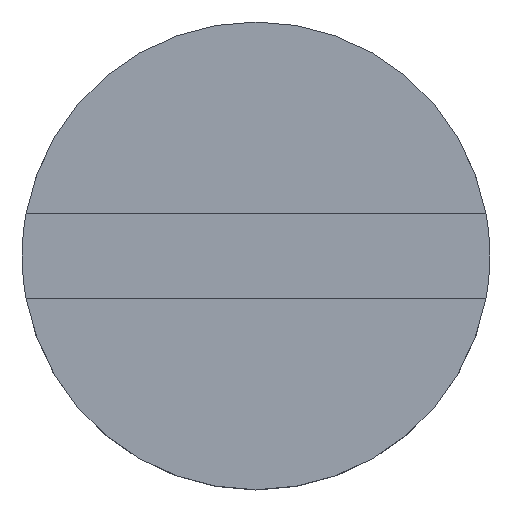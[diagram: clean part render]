
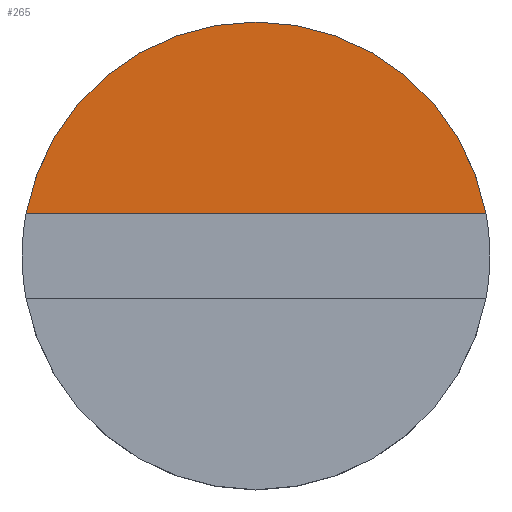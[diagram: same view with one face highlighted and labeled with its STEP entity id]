
A CAD part, top view. The second image highlights one B-rep face of the part: STEP entity #265.
In plain terms, the highlighted planar face has unit normal (0, 0, 1).
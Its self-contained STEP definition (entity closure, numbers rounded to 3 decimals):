
#167=AXIS2_PLACEMENT_3D('Circle Axis2P3D',#165,#166,$) ;
#254=AXIS2_PLACEMENT_3D('Plane Axis2P3D',#251,#252,#253) ;
#162=CARTESIAN_POINT('Vertex',(0.046,3.25,24.)) ;
#165=CARTESIAN_POINT('Axis2P3D Location',(2.75,2.75,24.)) ;
#169=CARTESIAN_POINT('Vertex',(5.454,3.25,24.)) ;
#251=CARTESIAN_POINT('Axis2P3D Location',(0.,0.,24.)) ;
#256=CARTESIAN_POINT('Line Origine',(2.75,3.25,24.)) ;
#166=DIRECTION('Axis2P3D Direction',(0.,0.,1.)) ;
#252=DIRECTION('Axis2P3D Direction',(0.,0.,1.)) ;
#253=DIRECTION('Axis2P3D XDirection',(1.,0.,0.)) ;
#257=DIRECTION('Vector Direction',(1.,0.,0.)) ;
#258=VECTOR('Line Direction',#257,1.) ;
#262=ORIENTED_EDGE('',*,*,#171,.T.) ;
#263=ORIENTED_EDGE('',*,*,#260,.F.) ;
#265=ADVANCED_FACE('V1',(#264),#255,.T.) ;
#168=CIRCLE('generated circle',#167,2.75) ;
#171=EDGE_CURVE('',#170,#163,#168,.T.) ;
#260=EDGE_CURVE('',#170,#163,#259,.F.) ;
#261=EDGE_LOOP('',(#262,#263)) ;
#264=FACE_OUTER_BOUND('',#261,.T.) ;
#259=LINE('Line',#256,#258) ;
#255=PLANE('',#254) ;
#163=VERTEX_POINT('',#162) ;
#170=VERTEX_POINT('',#169) ;
